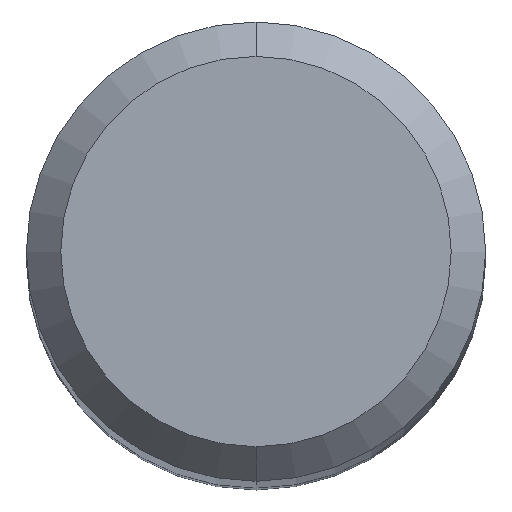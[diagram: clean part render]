
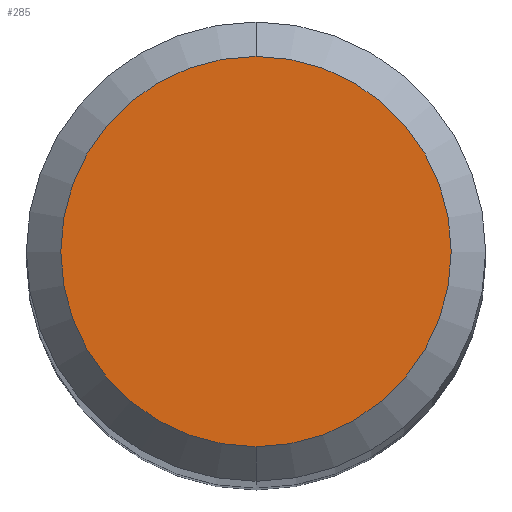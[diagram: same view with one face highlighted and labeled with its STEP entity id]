
A CAD part, top view. The second image highlights one B-rep face of the part: STEP entity #285.
In plain terms, the highlighted planar face has unit normal (0, 0, 1).
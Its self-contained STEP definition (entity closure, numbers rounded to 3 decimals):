
#183=EDGE_CURVE('',#369,#301,#460,.T.);
#273=EDGE_CURVE('',#301,#369,#558,.T.);
#285=ADVANCED_FACE('',(#570),#571,.T.);
#301=VERTEX_POINT('',#588);
#369=VERTEX_POINT('',#665);
#460=CIRCLE('',#763,1.7);
#558=CIRCLE('',#997,1.7);
#570=FACE_OUTER_BOUND('',#1013,.T.);
#571=PLANE('',#1014);
#588=CARTESIAN_POINT('',(0.0,1.7,0.0));
#665=CARTESIAN_POINT('',(0.,-1.7,0.0));
#763=AXIS2_PLACEMENT_3D('',#1344,#1345,#1346);
#997=AXIS2_PLACEMENT_3D('',#1436,#1437,#1438);
#1013=EDGE_LOOP('',(#1447,#1448));
#1014=AXIS2_PLACEMENT_3D('',#1449,#1450,#1451);
#1344=CARTESIAN_POINT('',(0.0,0.0,0.0));
#1345=DIRECTION('',(0.0,0.0,-1.0));
#1346=DIRECTION('',(0.0,1.0,0.0));
#1436=CARTESIAN_POINT('',(0.0,0.0,0.0));
#1437=DIRECTION('',(0.0,0.0,-1.0));
#1438=DIRECTION('',(0.0,1.0,0.0));
#1447=ORIENTED_EDGE('',*,*,#273,.F.);
#1448=ORIENTED_EDGE('',*,*,#183,.F.);
#1449=CARTESIAN_POINT('',(0.0,0.85,0.0));
#1450=DIRECTION('',(-0.0,0.0,1.0));
#1451=DIRECTION('',(0.0,-1.0,0.0));
